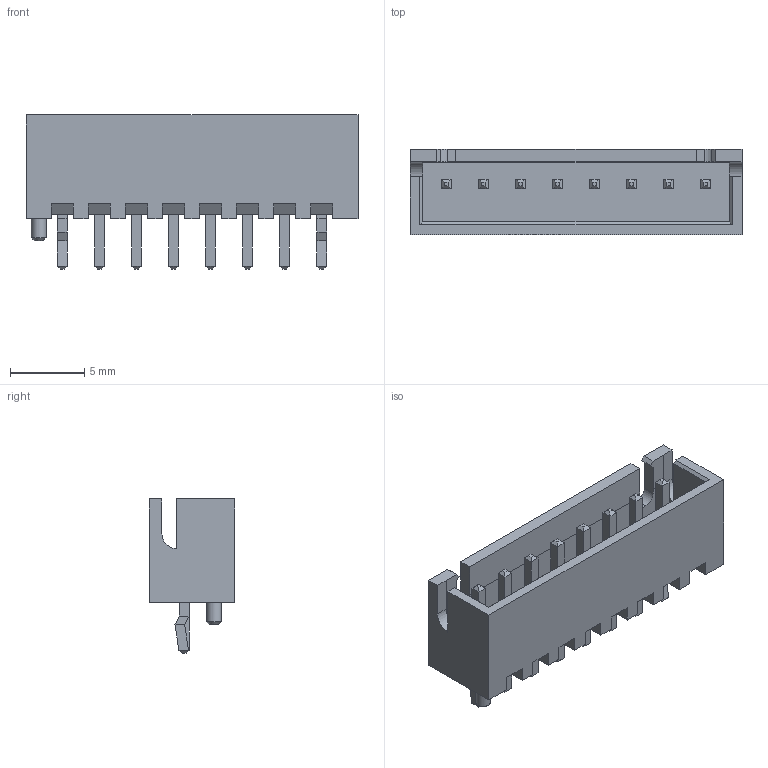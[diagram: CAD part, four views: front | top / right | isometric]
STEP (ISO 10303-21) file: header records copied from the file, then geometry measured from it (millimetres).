
FILE_DESCRIPTION(('FreeCAD Model'),'2;1');
FILE_NAME('JST_XH_B8B_XH_AM_1x08_P2_50mm_Vertical_cp.step','2020-08-28T14:24:36',( 'kicad StepUp'),('ksu MCAD'),'Open CASCADE STEP processor 7.3', 'FreeCAD','Unknown');
FILE_SCHEMA(('AUTOMOTIVE_DESIGN { 1 0 10303 214 1 1 1 1 }'));
Length unit declared in the file: millimetre
Products named in the file (1): JST_XH_B8B_XH_AM_1x08_P2_50mm_Vertical_cp
Bounding box: 22.4 x 5.75 x 10.4 mm (x, y, z)
Volume: 450.4 mm3; surface area: 1140.6 mm2
Topology: 9 solids, 9 shells, 225 faces, 531 edges, 325 vertices
Faces by surface type: plane 219, cylinder 5, cone 1
Full cylindrical faces by diameter (mm): 1 x1
Entity records: 7792 total; most frequent: CARTESIAN_POINT 1082, ORIENTED_EDGE 1062, DIRECTION 994, EDGE_CURVE 531, LINE 520, VECTOR 520, VERTEX_POINT 325, AXIS2_PLACEMENT_3D 237
